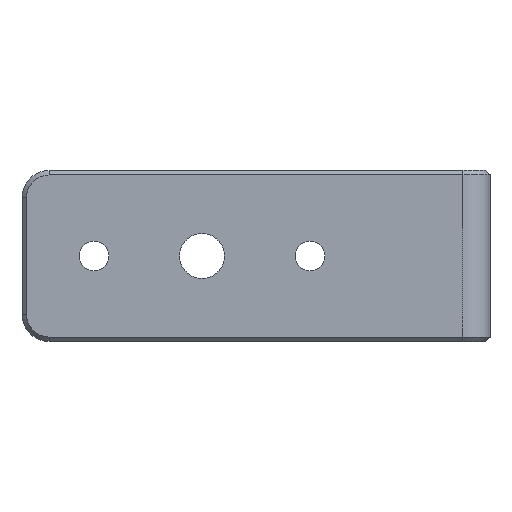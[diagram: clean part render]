
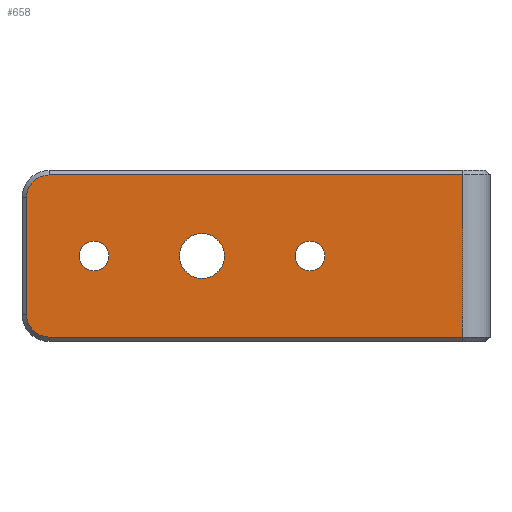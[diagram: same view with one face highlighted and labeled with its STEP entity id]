
A CAD part, left-side view. The second image highlights one B-rep face of the part: STEP entity #658.
In plain terms, the highlighted planar face has unit normal (-1, 0, 0).
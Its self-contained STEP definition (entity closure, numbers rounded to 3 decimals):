
#32 = VECTOR ( 'NONE', #948, 1000. ) ;
#44 = ORIENTED_EDGE ( 'NONE', *, *, #554, .T. ) ;
#54 = CARTESIAN_POINT ( 'NONE',  ( 0., 3., -9. ) ) ;
#62 = AXIS2_PLACEMENT_3D ( 'NONE', #446, #455, #722 ) ;
#71 = VERTEX_POINT ( 'NONE', #1287 ) ;
#88 = AXIS2_PLACEMENT_3D ( 'NONE', #336, #1256, #474 ) ;
#111 = DIRECTION ( 'NONE',  ( 0., 1., 0. ) ) ;
#113 = CIRCLE ( 'NONE', #62, 1.65 ) ;
#129 = ORIENTED_EDGE ( 'NONE', *, *, #275, .F. ) ;
#130 = VECTOR ( 'NONE', #151, 1000. ) ;
#147 = CARTESIAN_POINT ( 'NONE',  ( 0., 49., -9. ) ) ;
#151 = DIRECTION ( 'NONE',  ( 0., 0., 1. ) ) ;
#159 = EDGE_CURVE ( 'NONE', #1616, #558, #1126, .T. ) ;
#163 = CIRCLE ( 'NONE', #88, 2.5 ) ;
#168 = LINE ( 'NONE', #1200, #130 ) ;
#170 = CARTESIAN_POINT ( 'NONE',  ( 0., 3., 9. ) ) ;
#197 = CARTESIAN_POINT ( 'NONE',  ( 0., 49., -6.5 ) ) ;
#209 = AXIS2_PLACEMENT_3D ( 'NONE', #630, #893, #111 ) ;
#248 = CARTESIAN_POINT ( 'NONE',  ( 0., 20., 1.65 ) ) ;
#256 = CARTESIAN_POINT ( 'NONE',  ( 0., 49., 6.5 ) ) ;
#262 = CARTESIAN_POINT ( 'NONE',  ( 0., 20., 0. ) ) ;
#272 = CARTESIAN_POINT ( 'NONE',  ( 0., 32., -2.5 ) ) ;
#274 = VERTEX_POINT ( 'NONE', #170 ) ;
#275 = EDGE_CURVE ( 'NONE', #1313, #71, #113, .T. ) ;
#281 = AXIS2_PLACEMENT_3D ( 'NONE', #262, #1191, #404 ) ;
#319 = CARTESIAN_POINT ( 'NONE',  ( 0., 20., -1.65 ) ) ;
#329 = DIRECTION ( 'NONE',  ( 0., 1., 0. ) ) ;
#336 = CARTESIAN_POINT ( 'NONE',  ( 0., 32., 0. ) ) ;
#346 = ORIENTED_EDGE ( 'NONE', *, *, #1072, .F. ) ;
#384 = CARTESIAN_POINT ( 'NONE',  ( 0., 51.5, -6.5 ) ) ;
#393 = CIRCLE ( 'NONE', #992, 1.65 ) ;
#395 = CARTESIAN_POINT ( 'NONE',  ( 0., 49., 9. ) ) ;
#396 = DIRECTION ( 'NONE',  ( 0., 1., 0. ) ) ;
#398 = LINE ( 'NONE', #395, #713 ) ;
#404 = DIRECTION ( 'NONE',  ( 0., 0., 1. ) ) ;
#429 = DIRECTION ( 'NONE',  ( -1., 0., 0. ) ) ;
#446 = CARTESIAN_POINT ( 'NONE',  ( 0., 44., 0. ) ) ;
#452 = FACE_BOUND ( 'NONE', #666, .T. ) ;
#453 = VERTEX_POINT ( 'NONE', #515 ) ;
#455 = DIRECTION ( 'NONE',  ( -1., 0., 0. ) ) ;
#474 = DIRECTION ( 'NONE',  ( 0., 0., 1. ) ) ;
#485 = ORIENTED_EDGE ( 'NONE', *, *, #1043, .T. ) ;
#512 = CIRCLE ( 'NONE', #1260, 2.5 ) ;
#515 = CARTESIAN_POINT ( 'NONE',  ( 0., 49., 9. ) ) ;
#516 = EDGE_CURVE ( 'NONE', #274, #453, #398, .T. ) ;
#529 = DIRECTION ( 'NONE',  ( 0., 1., 0. ) ) ;
#549 = CARTESIAN_POINT ( 'NONE',  ( 0., 32., 0. ) ) ;
#553 = VERTEX_POINT ( 'NONE', #932 ) ;
#554 = EDGE_CURVE ( 'NONE', #1136, #1527, #585, .T. ) ;
#558 = VERTEX_POINT ( 'NONE', #272 ) ;
#585 = LINE ( 'NONE', #1582, #929 ) ;
#630 = CARTESIAN_POINT ( 'NONE',  ( 0., 52., 9.5 ) ) ;
#658 = ADVANCED_FACE ( 'NONE', ( #452, #1064, #1459, #724 ), #1543, .F. ) ;
#666 = EDGE_LOOP ( 'NONE', ( #129, #723 ) ) ;
#685 = DIRECTION ( 'NONE',  ( 0., 0., 1. ) ) ;
#698 = CARTESIAN_POINT ( 'NONE',  ( 0., 20., 0. ) ) ;
#713 = VECTOR ( 'NONE', #529, 1000. ) ;
#722 = DIRECTION ( 'NONE',  ( 0., 0., 1. ) ) ;
#723 = ORIENTED_EDGE ( 'NONE', *, *, #1226, .F. ) ;
#724 = FACE_OUTER_BOUND ( 'NONE', #987, .T. ) ;
#832 = DIRECTION ( 'NONE',  ( 0., 0., 1. ) ) ;
#881 = VERTEX_POINT ( 'NONE', #248 ) ;
#893 = DIRECTION ( 'NONE',  ( 1., 0., 0. ) ) ;
#896 = ORIENTED_EDGE ( 'NONE', *, *, #1237, .F. ) ;
#929 = VECTOR ( 'NONE', #1198, 1000. ) ;
#932 = CARTESIAN_POINT ( 'NONE',  ( 0., 51.5, 6.5 ) ) ;
#948 = DIRECTION ( 'NONE',  ( 0., 0., -1. ) ) ;
#971 = VERTEX_POINT ( 'NONE', #384 ) ;
#976 = ORIENTED_EDGE ( 'NONE', *, *, #159, .F. ) ;
#987 = EDGE_LOOP ( 'NONE', ( #1065, #44, #1296, #1190, #485, #1107 ) ) ;
#990 = CIRCLE ( 'NONE', #1392, 2.5 ) ;
#992 = AXIS2_PLACEMENT_3D ( 'NONE', #1217, #429, #1357 ) ;
#1043 = EDGE_CURVE ( 'NONE', #453, #553, #990, .T. ) ;
#1048 = AXIS2_PLACEMENT_3D ( 'NONE', #549, #1473, #685 ) ;
#1064 = FACE_BOUND ( 'NONE', #1668, .T. ) ;
#1065 = ORIENTED_EDGE ( 'NONE', *, *, #1639, .T. ) ;
#1072 = EDGE_CURVE ( 'NONE', #881, #1418, #1599, .T. ) ;
#1091 = CIRCLE ( 'NONE', #1168, 1.65 ) ;
#1096 = CARTESIAN_POINT ( 'NONE',  ( 0., 44., 1.65 ) ) ;
#1107 = ORIENTED_EDGE ( 'NONE', *, *, #1487, .T. ) ;
#1125 = DIRECTION ( 'NONE',  ( -1., 0., 0. ) ) ;
#1126 = CIRCLE ( 'NONE', #1048, 2.5 ) ;
#1136 = VERTEX_POINT ( 'NONE', #147 ) ;
#1168 = AXIS2_PLACEMENT_3D ( 'NONE', #698, #1608, #832 ) ;
#1172 = EDGE_CURVE ( 'NONE', #1527, #274, #168, .T. ) ;
#1184 = DIRECTION ( 'NONE',  ( -1., 0., 0. ) ) ;
#1190 = ORIENTED_EDGE ( 'NONE', *, *, #516, .T. ) ;
#1191 = DIRECTION ( 'NONE',  ( -1., 0., 0. ) ) ;
#1198 = DIRECTION ( 'NONE',  ( 0., -1., 0. ) ) ;
#1200 = CARTESIAN_POINT ( 'NONE',  ( 0., 3., 9.5 ) ) ;
#1217 = CARTESIAN_POINT ( 'NONE',  ( 0., 44., 0. ) ) ;
#1226 = EDGE_CURVE ( 'NONE', #71, #1313, #393, .T. ) ;
#1237 = EDGE_CURVE ( 'NONE', #1418, #881, #1091, .T. ) ;
#1256 = DIRECTION ( 'NONE',  ( -1., 0., 0. ) ) ;
#1260 = AXIS2_PLACEMENT_3D ( 'NONE', #197, #1125, #329 ) ;
#1287 = CARTESIAN_POINT ( 'NONE',  ( 0., 44., -1.65 ) ) ;
#1296 = ORIENTED_EDGE ( 'NONE', *, *, #1172, .T. ) ;
#1313 = VERTEX_POINT ( 'NONE', #1096 ) ;
#1357 = DIRECTION ( 'NONE',  ( 0., 0., 1. ) ) ;
#1371 = ORIENTED_EDGE ( 'NONE', *, *, #1676, .F. ) ;
#1391 = LINE ( 'NONE', #1481, #32 ) ;
#1392 = AXIS2_PLACEMENT_3D ( 'NONE', #256, #1184, #396 ) ;
#1418 = VERTEX_POINT ( 'NONE', #319 ) ;
#1420 = EDGE_LOOP ( 'NONE', ( #976, #1371 ) ) ;
#1459 = FACE_BOUND ( 'NONE', #1420, .T. ) ;
#1473 = DIRECTION ( 'NONE',  ( -1., 0., 0. ) ) ;
#1481 = CARTESIAN_POINT ( 'NONE',  ( 0., 51.5, 9.5 ) ) ;
#1487 = EDGE_CURVE ( 'NONE', #553, #971, #1391, .T. ) ;
#1527 = VERTEX_POINT ( 'NONE', #54 ) ;
#1543 = PLANE ( 'NONE',  #209 ) ;
#1582 = CARTESIAN_POINT ( 'NONE',  ( 0., 52., -9. ) ) ;
#1599 = CIRCLE ( 'NONE', #281, 1.65 ) ;
#1608 = DIRECTION ( 'NONE',  ( -1., 0., 0. ) ) ;
#1616 = VERTEX_POINT ( 'NONE', #1637 ) ;
#1637 = CARTESIAN_POINT ( 'NONE',  ( 0., 32., 2.5 ) ) ;
#1639 = EDGE_CURVE ( 'NONE', #971, #1136, #512, .T. ) ;
#1668 = EDGE_LOOP ( 'NONE', ( #346, #896 ) ) ;
#1676 = EDGE_CURVE ( 'NONE', #558, #1616, #163, .T. ) ;
